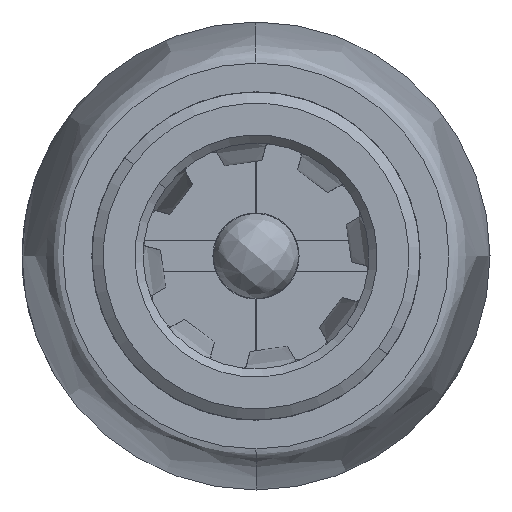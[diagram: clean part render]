
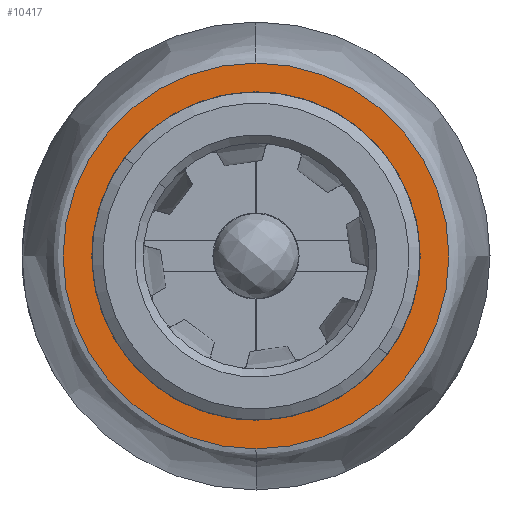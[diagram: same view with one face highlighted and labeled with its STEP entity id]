
A CAD part, left-side view. The second image highlights one B-rep face of the part: STEP entity #10417.
In plain terms, the highlighted face is planar.
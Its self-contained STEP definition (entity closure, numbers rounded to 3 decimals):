
#1810 = DIRECTION ( 'NONE',  ( 1., 0., 0. ) ) ;
#2277 = CARTESIAN_POINT ( 'NONE',  ( 0., 4.7, 0. ) ) ;
#3058 = FACE_BOUND ( 'NONE', #25305, .T. ) ;
#4599 = ORIENTED_EDGE ( 'NONE', *, *, #34827, .F. ) ;
#5974 = CARTESIAN_POINT ( 'NONE',  ( 0., 0., -4. ) ) ;
#7411 = EDGE_CURVE ( 'NONE', #12226, #17558, #20676, .T. ) ;
#7828 = EDGE_CURVE ( 'NONE', #17558, #12226, #8160, .T. ) ;
#8160 = CIRCLE ( 'NONE', #15060, 4. ) ;
#9649 = DIRECTION ( 'NONE',  ( 1., 0., 0. ) ) ;
#10006 = PLANE ( 'NONE',  #40863 ) ;
#10417 = ADVANCED_FACE ( 'NONE', ( #3058, #13588 ), #10006, .F. ) ;
#11025 = CARTESIAN_POINT ( 'NONE',  ( 0., 0., 0. ) ) ;
#12226 = VERTEX_POINT ( 'NONE', #35144 ) ;
#12782 = VERTEX_POINT ( 'NONE', #2277 ) ;
#13588 = FACE_OUTER_BOUND ( 'NONE', #19856, .T. ) ;
#15060 = AXIS2_PLACEMENT_3D ( 'NONE', #11025, #1810, #27114 ) ;
#17558 = VERTEX_POINT ( 'NONE', #5974 ) ;
#18048 = EDGE_CURVE ( 'NONE', #12782, #18748, #23841, .T. ) ;
#18629 = AXIS2_PLACEMENT_3D ( 'NONE', #26895, #29974, #36369 ) ;
#18748 = VERTEX_POINT ( 'NONE', #24845 ) ;
#19022 = ORIENTED_EDGE ( 'NONE', *, *, #18048, .F. ) ;
#19580 = AXIS2_PLACEMENT_3D ( 'NONE', #25611, #9649, #38429 ) ;
#19856 = EDGE_LOOP ( 'NONE', ( #19022, #4599 ) ) ;
#19943 = ORIENTED_EDGE ( 'NONE', *, *, #7411, .F. ) ;
#20676 = CIRCLE ( 'NONE', #19580, 4. ) ;
#23028 = CARTESIAN_POINT ( 'NONE',  ( 0., 0., 0. ) ) ;
#23841 = CIRCLE ( 'NONE', #18629, 4.7 ) ;
#24845 = CARTESIAN_POINT ( 'NONE',  ( 0., -4.7, 0. ) ) ;
#25305 = EDGE_LOOP ( 'NONE', ( #28905, #19943 ) ) ;
#25611 = CARTESIAN_POINT ( 'NONE',  ( 0., 0., 0. ) ) ;
#25836 = DIRECTION ( 'NONE',  ( -1., 0., 0. ) ) ;
#26895 = CARTESIAN_POINT ( 'NONE',  ( 0., 0., 0. ) ) ;
#26942 = DIRECTION ( 'NONE',  ( 0., 0., 1. ) ) ;
#27114 = DIRECTION ( 'NONE',  ( 0., 0., -1. ) ) ;
#28905 = ORIENTED_EDGE ( 'NONE', *, *, #7828, .F. ) ;
#29761 = CARTESIAN_POINT ( 'NONE',  ( 0., 0., 0. ) ) ;
#29974 = DIRECTION ( 'NONE',  ( -1., 0., 0. ) ) ;
#34827 = EDGE_CURVE ( 'NONE', #18748, #12782, #37466, .T. ) ;
#35144 = CARTESIAN_POINT ( 'NONE',  ( 0., 0., 4. ) ) ;
#36369 = DIRECTION ( 'NONE',  ( 0., 0., 1. ) ) ;
#36589 = AXIS2_PLACEMENT_3D ( 'NONE', #29761, #39365, #26942 ) ;
#37466 = CIRCLE ( 'NONE', #36589, 4.7 ) ;
#38429 = DIRECTION ( 'NONE',  ( 0., 0., -1. ) ) ;
#38939 = DIRECTION ( 'NONE',  ( 0., 0., 1. ) ) ;
#39365 = DIRECTION ( 'NONE',  ( -1., 0., 0. ) ) ;
#40863 = AXIS2_PLACEMENT_3D ( 'NONE', #23028, #25836, #38939 ) ;
